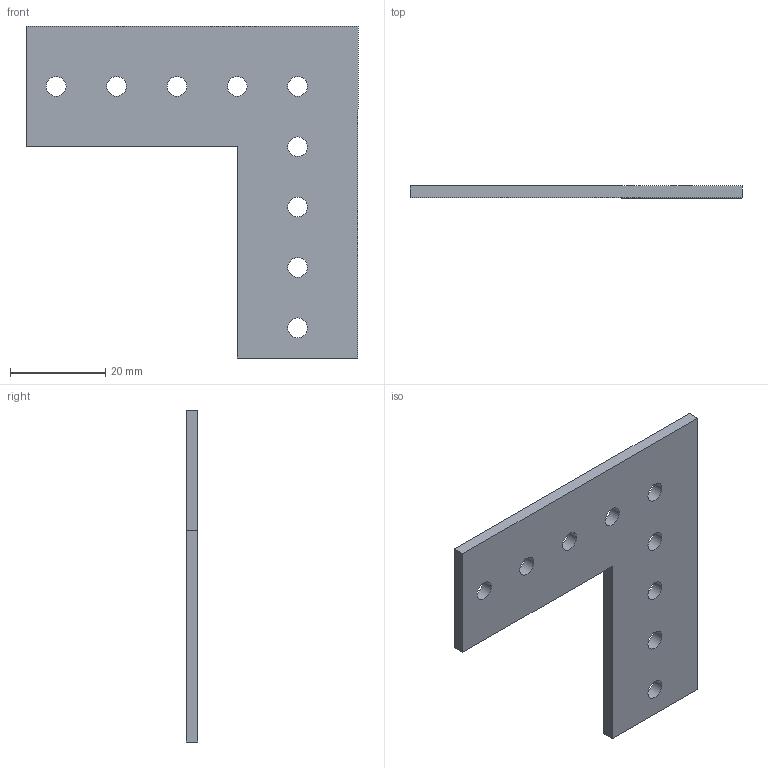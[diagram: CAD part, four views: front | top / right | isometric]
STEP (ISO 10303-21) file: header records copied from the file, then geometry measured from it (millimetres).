
FILE_DESCRIPTION(/* description */ (''),/* implementation_level */ '2;1');
FILE_NAME(/* name */ 'TTB-0007_L-GUSSET.stp',/* time_stamp */ '2019-10-16T13:29:54-04:00',/* author */ ('rdognaux'),/* organization */ (''),/* preprocessor_version */ 'ST-DEVELOPER v16.13',/* originating_system */ 'Autodesk Inventor 2018',/* authorisation */ '');
FILE_SCHEMA (('AUTOMOTIVE_DESIGN { 1 0 10303 214 3 1 1 }'));
Length unit declared in the file: inch
Products named in the file (1): Part6
Bounding box: 69.85 x 2.5 x 69.85 mm (x, y, z)
Volume: 6955.1 mm3; surface area: 6555.3 mm2
Topology: 1 solids, 1 shells, 17 faces, 45 edges, 30 vertices
Faces by surface type: cylinder 9, plane 8
Full cylindrical faces by diameter (mm): 4.14 x9
Entity records: 569 total; most frequent: DIRECTION 90, CARTESIAN_POINT 84, ORIENTED_EDGE 72, EDGE_LOOP 44, EDGE_CURVE 36, AXIS2_PLACEMENT_3D 36, VERTEX_POINT 30, FACE_BOUND 27
